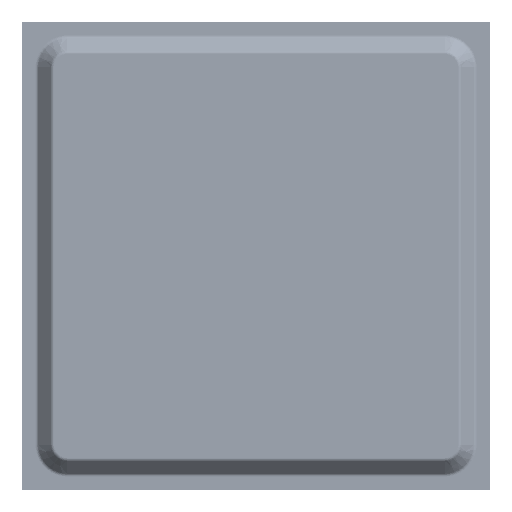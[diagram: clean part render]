
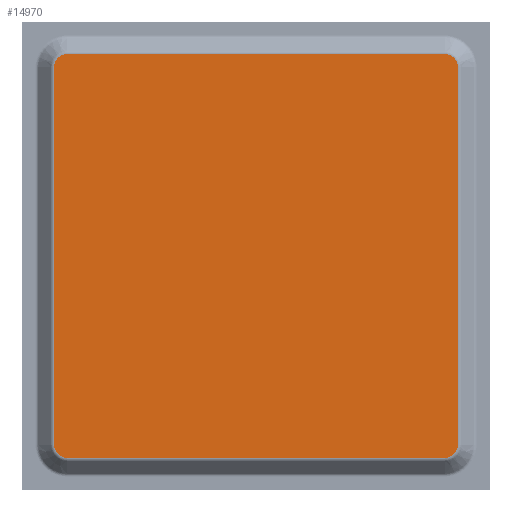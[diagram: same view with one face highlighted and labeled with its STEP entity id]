
A CAD part, top view. The second image highlights one B-rep face of the part: STEP entity #14970.
In plain terms, the highlighted planar face has unit normal (0, 0, 1).
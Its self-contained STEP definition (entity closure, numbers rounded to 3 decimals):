
#2757=CIRCLE('',#17732,0.876);
#2761=CIRCLE('',#17738,0.876);
#2765=CIRCLE('',#17744,0.876);
#2769=CIRCLE('',#17750,0.876);
#4605=FACE_OUTER_BOUND('',#5544,.T.);
#5544=EDGE_LOOP('',(#13086,#13087,#13088,#13089,#13090,#13091,#13092,#13093));
#6485=LINE('',#27964,#6530);
#6487=LINE('',#27974,#6532);
#6489=LINE('',#27986,#6534);
#6490=LINE('',#27993,#6535);
#6530=VECTOR('',#23282,10.);
#6532=VECTOR('',#23294,10.);
#6534=VECTOR('',#23308,10.);
#6535=VECTOR('',#23319,10.);
#8377=VERTEX_POINT('',#27956);
#8378=VERTEX_POINT('',#27958);
#8379=VERTEX_POINT('',#27962);
#8380=VERTEX_POINT('',#27966);
#8381=VERTEX_POINT('',#27970);
#8383=VERTEX_POINT('',#27976);
#8385=VERTEX_POINT('',#27982);
#8387=VERTEX_POINT('',#27988);
#10241=EDGE_CURVE('',#8377,#8378,#2757,.T.);
#10244=EDGE_CURVE('',#8378,#8379,#6485,.T.);
#10246=EDGE_CURVE('',#8379,#8380,#2761,.T.);
#10249=EDGE_CURVE('',#8380,#8381,#6487,.T.);
#10252=EDGE_CURVE('',#8381,#8383,#2765,.T.);
#10255=EDGE_CURVE('',#8383,#8385,#6489,.T.);
#10258=EDGE_CURVE('',#8385,#8387,#2769,.T.);
#10259=EDGE_CURVE('',#8387,#8377,#6490,.T.);
#13086=ORIENTED_EDGE('',*,*,#10241,.F.);
#13087=ORIENTED_EDGE('',*,*,#10259,.F.);
#13088=ORIENTED_EDGE('',*,*,#10258,.F.);
#13089=ORIENTED_EDGE('',*,*,#10255,.F.);
#13090=ORIENTED_EDGE('',*,*,#10252,.F.);
#13091=ORIENTED_EDGE('',*,*,#10249,.F.);
#13092=ORIENTED_EDGE('',*,*,#10246,.F.);
#13093=ORIENTED_EDGE('',*,*,#10244,.F.);
#14035=PLANE('',#17754);
#14970=ADVANCED_FACE('',(#4605),#14035,.T.);
#17732=AXIS2_PLACEMENT_3D('',#27959,#23274,#23275);
#17738=AXIS2_PLACEMENT_3D('',#27968,#23287,#23288);
#17744=AXIS2_PLACEMENT_3D('',#27980,#23301,#23302);
#17750=AXIS2_PLACEMENT_3D('',#27991,#23315,#23316);
#17754=AXIS2_PLACEMENT_3D('',#27998,#23326,#23327);
#23274=DIRECTION('center_axis',(0.,0.,-1.));
#23275=DIRECTION('ref_axis',(-0.707,-0.707,0.));
#23282=DIRECTION('',(0.,1.,0.));
#23287=DIRECTION('center_axis',(0.,0.,-1.));
#23288=DIRECTION('ref_axis',(-0.707,0.707,0.));
#23294=DIRECTION('',(1.,0.,0.));
#23301=DIRECTION('center_axis',(0.,0.,-1.));
#23302=DIRECTION('ref_axis',(0.707,0.707,0.));
#23308=DIRECTION('',(0.,-1.,0.));
#23315=DIRECTION('center_axis',(0.,0.,-1.));
#23316=DIRECTION('ref_axis',(0.707,-0.707,0.));
#23319=DIRECTION('',(-1.,0.,0.));
#23326=DIRECTION('center_axis',(0.,0.,1.));
#23327=DIRECTION('ref_axis',(1.,0.,0.));
#27956=CARTESIAN_POINT('',(-12.5,-13.376,3.35));
#27958=CARTESIAN_POINT('',(-13.376,-12.5,3.35));
#27959=CARTESIAN_POINT('Origin',(-12.5,-12.5,3.35));
#27962=CARTESIAN_POINT('',(-13.376,12.5,3.35));
#27964=CARTESIAN_POINT('',(-13.376,3.375,3.35));
#27966=CARTESIAN_POINT('',(-12.5,13.376,3.35));
#27968=CARTESIAN_POINT('Origin',(-12.5,12.5,3.35));
#27970=CARTESIAN_POINT('',(12.5,13.376,3.35));
#27974=CARTESIAN_POINT('',(3.375,13.376,3.35));
#27976=CARTESIAN_POINT('',(13.376,12.5,3.35));
#27980=CARTESIAN_POINT('Origin',(12.5,12.5,3.35));
#27982=CARTESIAN_POINT('',(13.376,-12.5,3.35));
#27986=CARTESIAN_POINT('',(13.376,-3.375,3.35));
#27988=CARTESIAN_POINT('',(12.5,-13.376,3.35));
#27991=CARTESIAN_POINT('Origin',(12.5,-12.5,3.35));
#27993=CARTESIAN_POINT('',(-3.375,-13.376,3.35));
#27998=CARTESIAN_POINT('Origin',(0.,0.,
3.35));
